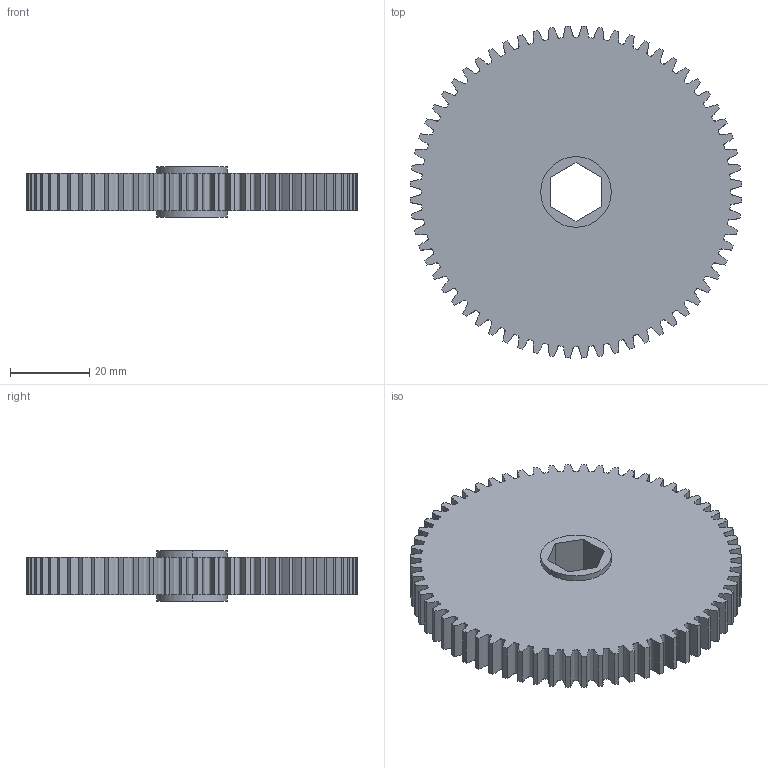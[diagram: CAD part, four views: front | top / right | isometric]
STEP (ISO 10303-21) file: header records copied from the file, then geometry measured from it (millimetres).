
FILE_DESCRIPTION (( 'STEP AP214' ), '1' );
FILE_NAME ('217-3575-STEP.STEP', '2013-12-09T20:26:14', ( '' ), ( '' ), 'SwSTEP 2.0', 'SolidWorks 2013', '' );
FILE_SCHEMA (( 'AUTOMOTIVE_DESIGN' ));
Length unit declared in the file: inch
Products named in the file (1): 217-3575-STEP
Bounding box: 83.77 x 83.77 x 12.65 mm (x, y, z)
Volume: 49773.5 mm3; surface area: 15727.2 mm2
Topology: 1 solids, 1 shells, 142 faces, 414 edges, 276 vertices
Faces by surface type: cylinder 68, bspline 64, plane 10
Entity records: 23850 total; most frequent: CARTESIAN_POINT 20353, ORIENTED_EDGE 828, DIRECTION 580, EDGE_CURVE 414, VERTEX_POINT 276, AXIS2_PLACEMENT_3D 215, LINE 150, VECTOR 150
